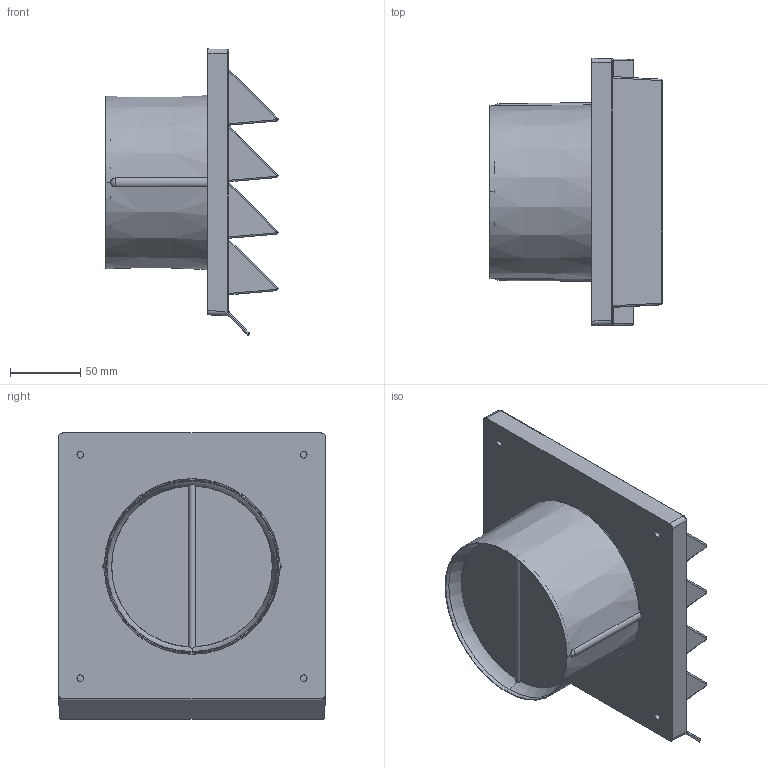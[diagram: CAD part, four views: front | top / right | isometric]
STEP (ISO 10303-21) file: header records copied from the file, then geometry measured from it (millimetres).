
FILE_DESCRIPTION(('STEP AP214'),'1');
FILE_NAME('enjalousie.STP','2023-08-23T10:15:24',(' '),(' '),'Spatial InterOp 3D',' ',' ');
FILE_SCHEMA(('AUTOMOTIVE_DESIGN { 1 0 10303 214 1 1 1 1 }'));
Length unit declared in the file: millimetre
Products named in the file (2): 4021070_V K-Jal 125 Außenjalousie; ASSEM1
Assembly tree (1 placements, depth 2):
  4021070_V K-Jal 125 Außenjalousie
    ASSEM1
Bounding box: 122.45 x 190 x 203.59 mm (x, y, z)
Volume: 1287213.7 mm3; surface area: 200463.9 mm2
Topology: 1 solids, 1 shells, 141 faces, 350 edges, 212 vertices
Faces by surface type: plane 60, cylinder 55, sphere 12, torus 6, cone 4, bspline 4
Entity records: 5395 total; most frequent: CARTESIAN_POINT 2124, ORIENTED_EDGE 700, DIRECTION 628, EDGE_CURVE 350, AXIS2_PLACEMENT_3D 213, VERTEX_POINT 212, LINE 202, VECTOR 202
